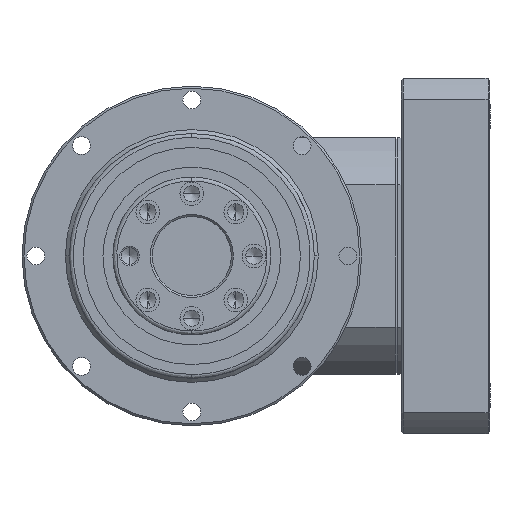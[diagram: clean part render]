
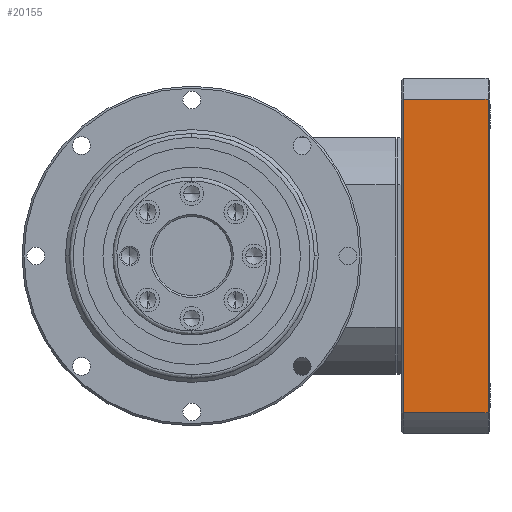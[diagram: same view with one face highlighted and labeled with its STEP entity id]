
A CAD part, left-side view. The second image highlights one B-rep face of the part: STEP entity #20155.
In plain terms, the highlighted face is planar.
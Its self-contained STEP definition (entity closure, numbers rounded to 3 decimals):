
#531 = VERTEX_POINT ( 'NONE', #11686 ) ;
#797 = EDGE_CURVE ( 'NONE', #16735, #1028, #23710, .T. ) ;
#1028 = VERTEX_POINT ( 'NONE', #3731 ) ;
#2210 = CARTESIAN_POINT ( 'NONE',  ( 39.686, -45., 3. ) ) ;
#2627 = EDGE_CURVE ( 'NONE', #12631, #16735, #19017, .T. ) ;
#3067 = CARTESIAN_POINT ( 'NONE',  ( 39.686, -45., 3.5 ) ) ;
#3731 = CARTESIAN_POINT ( 'NONE',  ( -39.686, -45., 25. ) ) ;
#3985 = CARTESIAN_POINT ( 'NONE',  ( -39.686, -45., 3.5 ) ) ;
#4011 = ORIENTED_EDGE ( 'NONE', *, *, #2627, .F. ) ;
#4210 = DIRECTION ( 'NONE',  ( -1., 0., 0. ) ) ;
#4317 = CARTESIAN_POINT ( 'NONE',  ( 39.686, -45., 3. ) ) ;
#5379 = EDGE_CURVE ( 'NONE', #531, #12631, #22161, .T. ) ;
#6079 = DIRECTION ( 'NONE',  ( 0., 0., -1. ) ) ;
#7767 = CARTESIAN_POINT ( 'NONE',  ( -39.686, -45., 3. ) ) ;
#7937 = DIRECTION ( 'NONE',  ( 0., 0., 1. ) ) ;
#8444 = DIRECTION ( 'NONE',  ( 1., 0., 0. ) ) ;
#11686 = CARTESIAN_POINT ( 'NONE',  ( 39.686, -45., 25. ) ) ;
#11953 = EDGE_CURVE ( 'NONE', #1028, #531, #15370, .T. ) ;
#12631 = VERTEX_POINT ( 'NONE', #3067 ) ;
#12792 = EDGE_LOOP ( 'NONE', ( #24400, #22752, #22322, #4011 ) ) ;
#15370 = LINE ( 'NONE', #19657, #24380 ) ;
#15860 = DIRECTION ( 'NONE',  ( 0., 1., 0. ) ) ;
#16735 = VERTEX_POINT ( 'NONE', #3985 ) ;
#17669 = PLANE ( 'NONE',  #23780 ) ;
#18450 = FACE_OUTER_BOUND ( 'NONE', #12792, .T. ) ;
#18815 = VECTOR ( 'NONE', #23554, 1000. ) ;
#19017 = LINE ( 'NONE', #20382, #18815 ) ;
#19657 = CARTESIAN_POINT ( 'NONE',  ( 39.686, -45., 25. ) ) ;
#20155 = ADVANCED_FACE ( 'NONE', ( #18450 ), #17669, .F. ) ;
#20382 = CARTESIAN_POINT ( 'NONE',  ( 32.714, -45., 3.5 ) ) ;
#21179 = VECTOR ( 'NONE', #7937, 1000. ) ;
#21938 = VECTOR ( 'NONE', #6079, 1000. ) ;
#22161 = LINE ( 'NONE', #4317, #21938 ) ;
#22322 = ORIENTED_EDGE ( 'NONE', *, *, #797, .F. ) ;
#22752 = ORIENTED_EDGE ( 'NONE', *, *, #11953, .F. ) ;
#23554 = DIRECTION ( 'NONE',  ( -1., 0., 0. ) ) ;
#23710 = LINE ( 'NONE', #7767, #21179 ) ;
#23780 = AXIS2_PLACEMENT_3D ( 'NONE', #2210, #15860, #4210 ) ;
#24380 = VECTOR ( 'NONE', #8444, 1000. ) ;
#24400 = ORIENTED_EDGE ( 'NONE', *, *, #5379, .F. ) ;
